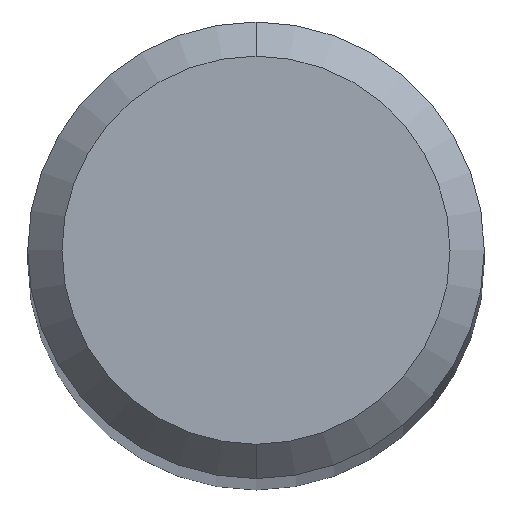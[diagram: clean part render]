
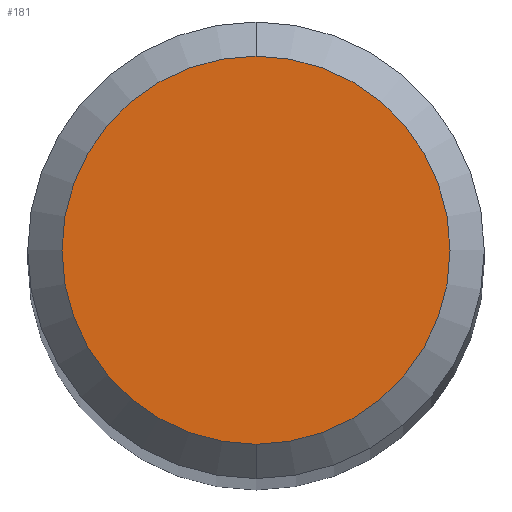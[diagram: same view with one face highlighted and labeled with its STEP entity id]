
A CAD part, top view. The second image highlights one B-rep face of the part: STEP entity #181.
In plain terms, the highlighted planar face has unit normal (0, 0, 1).
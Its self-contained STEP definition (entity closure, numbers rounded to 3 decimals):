
#181=ADVANCED_FACE('',(#488),#489,.T.);
#227=VERTEX_POINT('',#539);
#251=EDGE_CURVE('',#227,#291,#566,.T.);
#291=VERTEX_POINT('',#609);
#463=EDGE_CURVE('',#291,#227,#800,.T.);
#488=FACE_OUTER_BOUND('',#818,.T.);
#489=PLANE('',#819);
#539=CARTESIAN_POINT('',(0.0,1.7,0.0));
#566=CIRCLE('',#977,1.7);
#609=CARTESIAN_POINT('',(0.,-1.7,0.0));
#800=CIRCLE('',#1443,1.7);
#818=EDGE_LOOP('',(#1449,#1450));
#819=AXIS2_PLACEMENT_3D('',#1451,#1452,#1453);
#977=AXIS2_PLACEMENT_3D('',#1529,#1530,#1531);
#1443=AXIS2_PLACEMENT_3D('',#1802,#1803,#1804);
#1449=ORIENTED_EDGE('',*,*,#251,.F.);
#1450=ORIENTED_EDGE('',*,*,#463,.F.);
#1451=CARTESIAN_POINT('',(0.0,0.85,0.0));
#1452=DIRECTION('',(-0.0,0.0,1.0));
#1453=DIRECTION('',(0.0,-1.0,0.0));
#1529=CARTESIAN_POINT('',(0.0,0.0,0.0));
#1530=DIRECTION('',(0.0,0.0,-1.0));
#1531=DIRECTION('',(0.0,1.0,0.0));
#1802=CARTESIAN_POINT('',(0.0,0.0,0.0));
#1803=DIRECTION('',(0.0,0.0,-1.0));
#1804=DIRECTION('',(0.0,1.0,0.0));
